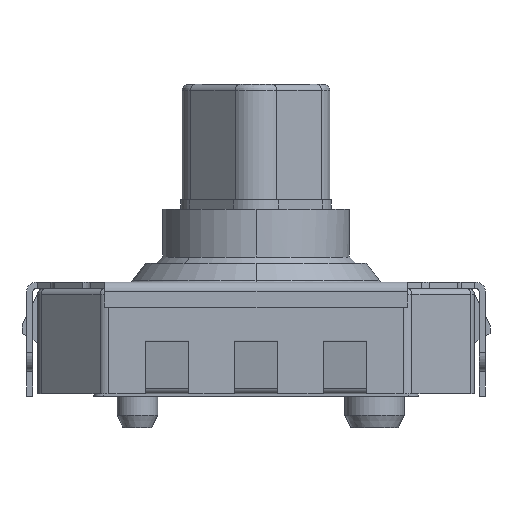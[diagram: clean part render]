
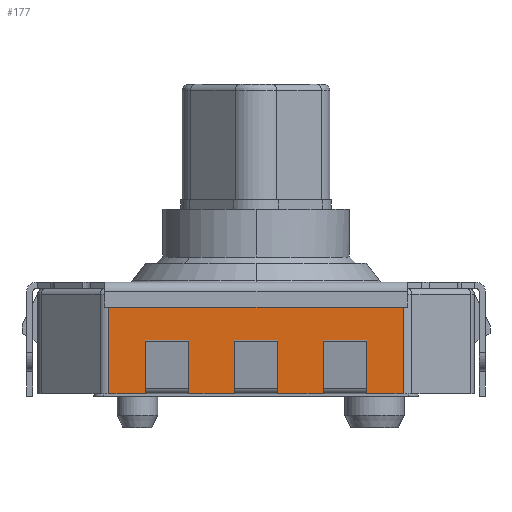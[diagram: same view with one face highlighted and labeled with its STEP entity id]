
A CAD part, left-side view. The second image highlights one B-rep face of the part: STEP entity #177.
In plain terms, the highlighted planar face has unit normal (-1, 0, 0).
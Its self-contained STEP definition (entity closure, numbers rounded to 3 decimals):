
#177=ADVANCED_FACE('',(#537),#538,.F.);
#537=FACE_OUTER_BOUND('',#1139,.T.);
#538=PLANE('',#1140);
#1139=EDGE_LOOP('',(#2490,#2491,#2492,#2493,#2494,#2495,#2496,#2497,#2498,#2499,#2500,#2501,#2502,#2503,#2504,#2505));
#1140=AXIS2_PLACEMENT_3D('',#2506,#2507,#2508);
#2490=ORIENTED_EDGE('',*,*,#4001,.F.);
#2491=ORIENTED_EDGE('',*,*,#4135,.F.);
#2492=ORIENTED_EDGE('',*,*,#3995,.F.);
#2493=ORIENTED_EDGE('',*,*,#4059,.F.);
#2494=ORIENTED_EDGE('',*,*,#3989,.F.);
#2495=ORIENTED_EDGE('',*,*,#4136,.F.);
#2496=ORIENTED_EDGE('',*,*,#4095,.F.);
#2497=ORIENTED_EDGE('',*,*,#4137,.F.);
#2498=ORIENTED_EDGE('',*,*,#4102,.F.);
#2499=ORIENTED_EDGE('',*,*,#4138,.F.);
#2500=ORIENTED_EDGE('',*,*,#3984,.F.);
#2501=ORIENTED_EDGE('',*,*,#4058,.F.);
#2502=ORIENTED_EDGE('',*,*,#3978,.F.);
#2503=ORIENTED_EDGE('',*,*,#4139,.F.);
#2504=ORIENTED_EDGE('',*,*,#3974,.F.);
#2505=ORIENTED_EDGE('',*,*,#4060,.F.);
#2506=CARTESIAN_POINT('',(-3.5,0.0,1.73));
#2507=DIRECTION('',(1.0,0.0,0.0));
#2508=DIRECTION('',(0.0,1.0,-0.0));
#3974=EDGE_CURVE('',#4781,#4783,#4784,.T.);
#3978=EDGE_CURVE('',#4788,#4790,#4791,.T.);
#3984=EDGE_CURVE('',#4798,#4800,#4801,.T.);
#3989=EDGE_CURVE('',#4807,#4809,#4810,.T.);
#3995=EDGE_CURVE('',#4817,#4819,#4820,.T.);
#4001=EDGE_CURVE('',#4828,#4830,#4831,.T.);
#4058=EDGE_CURVE('',#4790,#4798,#4923,.T.);
#4059=EDGE_CURVE('',#4809,#4817,#4924,.T.);
#4060=EDGE_CURVE('',#4830,#4781,#4925,.T.);
#4095=EDGE_CURVE('',#4983,#4985,#4986,.T.);
#4102=EDGE_CURVE('',#4994,#4996,#4997,.T.);
#4135=EDGE_CURVE('',#4819,#4828,#5051,.T.);
#4136=EDGE_CURVE('',#4985,#4807,#5052,.T.);
#4137=EDGE_CURVE('',#4996,#4983,#5053,.T.);
#4138=EDGE_CURVE('',#4800,#4994,#5054,.T.);
#4139=EDGE_CURVE('',#4783,#4788,#5055,.T.);
#4781=VERTEX_POINT('',#6057);
#4783=VERTEX_POINT('',#6059);
#4784=LINE('',#6060,#6061);
#4788=VERTEX_POINT('',#6066);
#4790=VERTEX_POINT('',#6068);
#4791=LINE('',#6069,#6070);
#4798=VERTEX_POINT('',#6080);
#4800=VERTEX_POINT('',#6082);
#4801=LINE('',#6083,#6084);
#4807=VERTEX_POINT('',#6092);
#4809=VERTEX_POINT('',#6094);
#4810=LINE('',#6095,#6096);
#4817=VERTEX_POINT('',#6106);
#4819=VERTEX_POINT('',#6108);
#4820=LINE('',#6109,#6110);
#4828=VERTEX_POINT('',#6121);
#4830=VERTEX_POINT('',#6123);
#4831=LINE('',#6124,#6125);
#4923=LINE('',#6253,#6254);
#4924=LINE('',#6255,#6256);
#4925=LINE('',#6257,#6258);
#4983=VERTEX_POINT('',#6343);
#4985=VERTEX_POINT('',#6345);
#4986=LINE('',#6346,#6347);
#4994=VERTEX_POINT('',#6359);
#4996=VERTEX_POINT('',#6361);
#4997=LINE('',#6362,#6363);
#5051=LINE('',#6439,#6440);
#5052=LINE('',#6441,#6442);
#5053=LINE('',#6443,#6444);
#5054=LINE('',#6445,#6446);
#5055=LINE('',#6447,#6448);
#6057=CARTESIAN_POINT('',(-3.5,0.35,0.14));
#6059=CARTESIAN_POINT('',(-3.5,0.35,0.04));
#6060=CARTESIAN_POINT('',(-3.5,0.35,1.73));
#6061=VECTOR('',#7821,1000.0);
#6066=CARTESIAN_POINT('',(-3.5,1.075,0.04));
#6068=CARTESIAN_POINT('',(-3.5,1.075,0.14));
#6069=CARTESIAN_POINT('',(-3.5,1.075,1.73));
#6070=VECTOR('',#7829,1000.0);
#6080=CARTESIAN_POINT('',(-3.5,1.775,0.14));
#6082=CARTESIAN_POINT('',(-3.5,1.775,0.04));
#6083=CARTESIAN_POINT('',(-3.5,1.775,1.73));
#6084=VECTOR('',#7839,1000.0);
#6092=CARTESIAN_POINT('',(-3.5,-1.775,0.04));
#6094=CARTESIAN_POINT('',(-3.5,-1.775,0.14));
#6095=CARTESIAN_POINT('',(-3.5,-1.775,1.73));
#6096=VECTOR('',#7848,1000.0);
#6106=CARTESIAN_POINT('',(-3.5,-1.075,0.14));
#6108=CARTESIAN_POINT('',(-3.5,-1.075,0.04));
#6109=CARTESIAN_POINT('',(-3.5,-1.075,1.73));
#6110=VECTOR('',#7858,1000.0);
#6121=CARTESIAN_POINT('',(-3.5,-0.35,0.04));
#6123=CARTESIAN_POINT('',(-3.5,-0.35,0.14));
#6124=CARTESIAN_POINT('',(-3.5,-0.35,1.73));
#6125=VECTOR('',#7868,1000.0);
#6253=CARTESIAN_POINT('',(-3.5,0.0,0.14));
#6254=VECTOR('',#7965,1000.0);
#6255=CARTESIAN_POINT('',(-3.5,0.0,0.14));
#6256=VECTOR('',#7966,1000.0);
#6257=CARTESIAN_POINT('',(-3.5,0.0,0.14));
#6258=VECTOR('',#7967,1000.0);
#6343=CARTESIAN_POINT('',(-3.5,-2.357,1.63));
#6345=CARTESIAN_POINT('',(-3.5,-2.357,0.04));
#6346=CARTESIAN_POINT('',(-3.5,-2.357,1.73));
#6347=VECTOR('',#8016,1000.0);
#6359=CARTESIAN_POINT('',(-3.5,2.357,0.04));
#6361=CARTESIAN_POINT('',(-3.5,2.357,1.63));
#6362=CARTESIAN_POINT('',(-3.5,2.357,1.73));
#6363=VECTOR('',#8027,1000.0);
#6439=CARTESIAN_POINT('',(-3.5,0.0,0.04));
#6440=VECTOR('',#8080,1000.0);
#6441=CARTESIAN_POINT('',(-3.5,0.0,0.04));
#6442=VECTOR('',#8081,1000.0);
#6443=CARTESIAN_POINT('',(-3.5,2.357,1.63));
#6444=VECTOR('',#8082,1000.0);
#6445=CARTESIAN_POINT('',(-3.5,0.0,0.04));
#6446=VECTOR('',#8083,1000.0);
#6447=CARTESIAN_POINT('',(-3.5,0.0,0.04));
#6448=VECTOR('',#8084,1000.0);
#7821=DIRECTION('',(0.0,0.0,-1.0));
#7829=DIRECTION('',(0.0,0.0,1.0));
#7839=DIRECTION('',(0.0,0.0,-1.0));
#7848=DIRECTION('',(0.0,0.0,1.0));
#7858=DIRECTION('',(0.0,0.0,-1.0));
#7868=DIRECTION('',(0.0,0.0,1.0));
#7965=DIRECTION('',(0.0,1.0,0.0));
#7966=DIRECTION('',(0.0,1.0,0.0));
#7967=DIRECTION('',(0.0,1.0,0.0));
#8016=DIRECTION('',(0.0,0.0,-1.0));
#8027=DIRECTION('',(0.0,0.0,1.0));
#8080=DIRECTION('',(0.0,1.0,0.0));
#8081=DIRECTION('',(0.0,1.0,0.0));
#8082=DIRECTION('',(0.0,-1.0,0.0));
#8083=DIRECTION('',(0.0,1.0,0.0));
#8084=DIRECTION('',(0.0,1.0,0.0));
